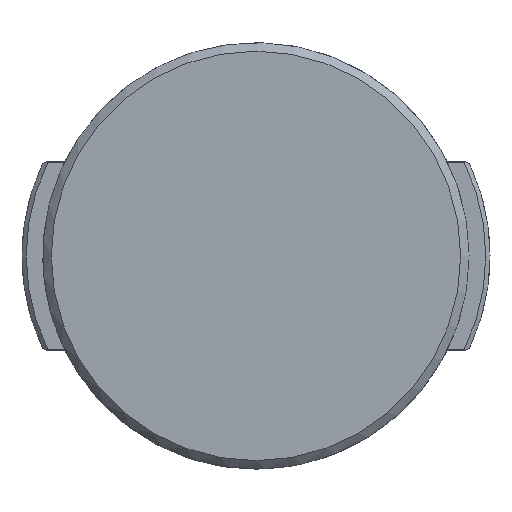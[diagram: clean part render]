
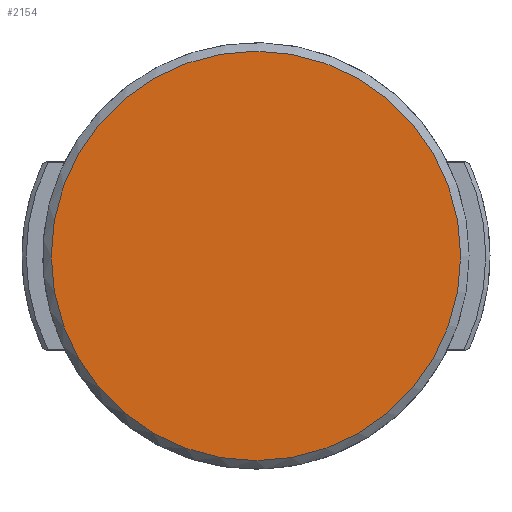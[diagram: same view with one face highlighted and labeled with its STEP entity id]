
A CAD part, top view. The second image highlights one B-rep face of the part: STEP entity #2154.
In plain terms, the highlighted planar face has unit normal (0, 0, 1).
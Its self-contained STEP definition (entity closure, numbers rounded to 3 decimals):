
#536=PLANE('',#2346);
#839=ORIENTED_EDGE('',*,*,#1361,.T.);
#1361=EDGE_CURVE('',#1639,#1639,#1779,.T.);
#1639=VERTEX_POINT('',#3451);
#1779=CIRCLE('',#2347,24.5);
#1870=EDGE_LOOP('',(#839));
#2006=FACE_BOUND('',#1870,.T.);
#2154=ADVANCED_FACE('',(#2006),#536,.T.);
#2346=AXIS2_PLACEMENT_3D('',#3449,#2668,#2669);
#2347=AXIS2_PLACEMENT_3D('',#3450,#2670,#2671);
#2668=DIRECTION('',(0.,0.,1.));
#2669=DIRECTION('',(1.,0.,0.));
#2670=DIRECTION('',(0.,0.,1.));
#2671=DIRECTION('',(1.,0.,0.));
#3449=CARTESIAN_POINT('',(0.,0.,5.824));
#3450=CARTESIAN_POINT('',(0.,0.,5.824));
#3451=CARTESIAN_POINT('',(24.5,0.,5.824));
